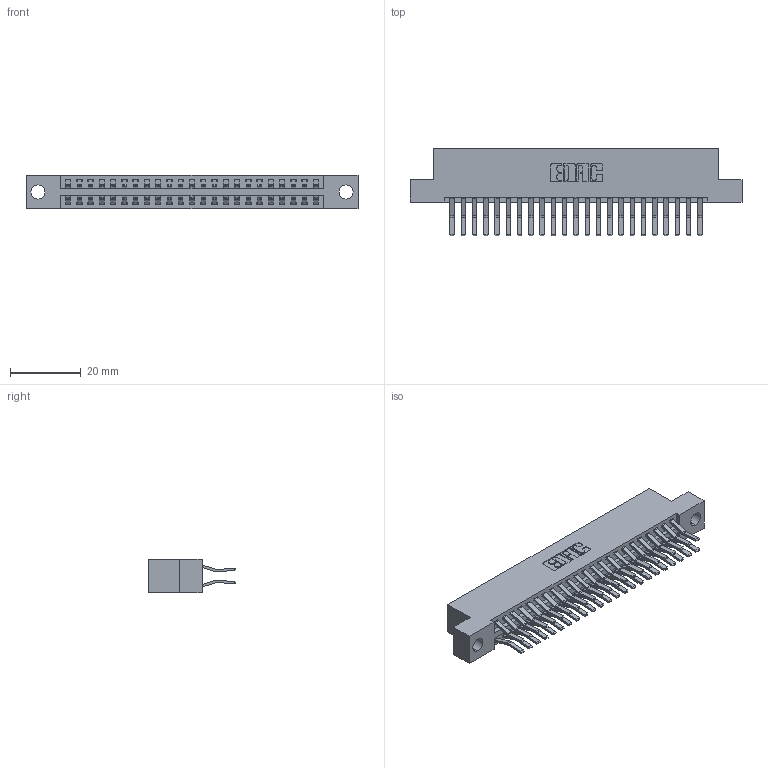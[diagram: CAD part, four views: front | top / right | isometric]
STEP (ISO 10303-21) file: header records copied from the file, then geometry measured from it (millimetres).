
FILE_DESCRIPTION (( 'STEP AP203' ), '1' );
FILE_NAME ('346-046-560-204.STEP', '2022-05-20T20:43:32', ( '' ), ( '' ), 'SwSTEP 2.0', 'SolidWorks 2020', '' );
FILE_SCHEMA (( 'CONFIG_CONTROL_DESIGN' ));
Length unit declared in the file: inch
Products named in the file (3): 345-292-001_560 Tail; 346 Part_Flush Mounting Lugs - 0.156 Dia-TH; 346-046-560-204
Assembly tree (47 placements, depth 2):
  346-046-560-204
    346 Part_Flush Mounting Lugs - 0.156 Dia-TH
    345-292-001_560 Tail  x46
Bounding box: 93.6 x 24.78 x 9.4 mm (x, y, z)
Volume: 9175.1 mm3; surface area: 12965.4 mm2
Topology: 47 solids, 47 shells, 2620 faces, 7771 edges, 5118 vertices
Faces by surface type: plane 1700, cylinder 920
Entity records: 18075 total; most frequent: CARTESIAN_POINT 3010, ORIENTED_EDGE 2942, DIRECTION 2707, EDGE_CURVE 1471, LINE 1243, VECTOR 1243, VERTEX_POINT 978, AXIS2_PLACEMENT_3D 732
